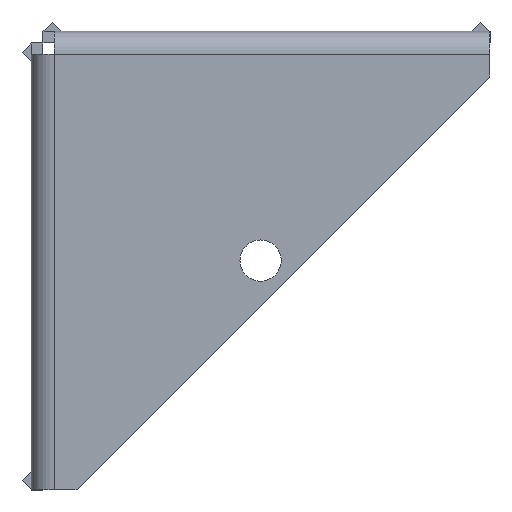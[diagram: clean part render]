
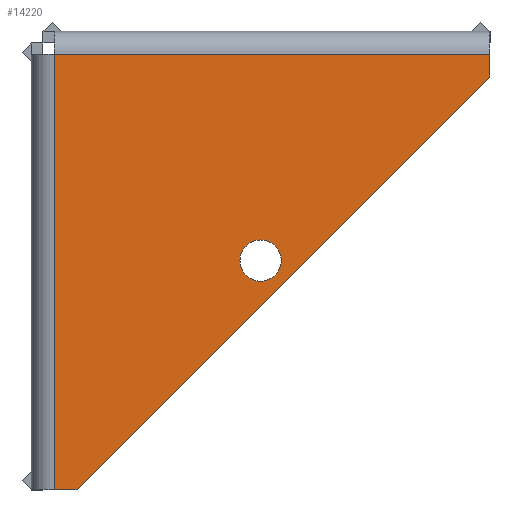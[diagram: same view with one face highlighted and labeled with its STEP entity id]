
A CAD part, front view. The second image highlights one B-rep face of the part: STEP entity #14220.
In plain terms, the highlighted face is planar.
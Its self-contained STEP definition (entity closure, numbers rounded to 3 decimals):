
#2030=CARTESIAN_POINT('',(5.06,94.94,-7.5));
#2040=VERTEX_POINT('',#2030);
#2070=CARTESIAN_POINT('',(0.,94.94,-7.5));
#2080=DIRECTION('',(1.,0.,0.));
#2090=VECTOR('',#2080,1.);
#2100=LINE('',#2070,#2090);
#2110=CARTESIAN_POINT('',(100.,94.94,-7.5));
#2120=VERTEX_POINT('',#2110);
#2130=EDGE_CURVE('',#2040,#2120,#2100,.T.);
#2950=CARTESIAN_POINT('',(100.,0.,-7.5));
#2960=DIRECTION('',(0.,-1.,0.));
#2970=VECTOR('',#2960,1.);
#2980=LINE('',#2950,#2970);
#2990=CARTESIAN_POINT('',(100.,90.,-7.5));
#3000=VERTEX_POINT('',#2990);
#3010=EDGE_CURVE('',#2120,#3000,#2980,.T.);
#3510=CARTESIAN_POINT('',(10.,0.,-7.5));
#3520=DIRECTION('',(0.707,0.707,0.));
#3530=VECTOR('',#3520,1.);
#3540=LINE('',#3510,#3530);
#3550=CARTESIAN_POINT('',(10.,0.,-7.5));
#3560=VERTEX_POINT('',#3550);
#3570=EDGE_CURVE('',#3560,#3000,#3540,.T.);
#8370=CARTESIAN_POINT('',(54.5,50.,-7.5));
#8380=VERTEX_POINT('',#8370);
#8460=CARTESIAN_POINT('',(45.5,50.,-7.5));
#8470=VERTEX_POINT('',#8460);
#8500=CARTESIAN_POINT('',(50.,50.,-7.5));
#8510=DIRECTION('',(0.,0.,1.));
#8520=DIRECTION('',(1.,0.,0.));
#8530=AXIS2_PLACEMENT_3D('',#8500,#8510,#8520);
#8540=CIRCLE('',#8530,4.5);
#8550=EDGE_CURVE('',#8470,#8380,#8540,.T.);
#12950=EDGE_CURVE('',#8380,#8470,#8540,.T.);
#13510=CARTESIAN_POINT('',(0.,0.,-7.5));
#13520=DIRECTION('',(-1.,0.,0.));
#13530=VECTOR('',#13520,1.);
#13540=LINE('',#13510,#13530);
#13550=CARTESIAN_POINT('',(5.06,0.,-7.5));
#13560=VERTEX_POINT('',#13550);
#13570=EDGE_CURVE('',#3560,#13560,#13540,.T.);
#14010=CARTESIAN_POINT('',(0.,94.94,-7.5));
#14020=DIRECTION('',(-0.,-0.,-1.));
#14030=DIRECTION('',(0.,-1.,0.));
#14040=AXIS2_PLACEMENT_3D('',#14010,#14020,#14030);
#14050=PLANE('',#14040);
#14060=ORIENTED_EDGE('',*,*,#12950,.T.);
#14070=ORIENTED_EDGE('',*,*,#8550,.T.);
#14080=EDGE_LOOP('',(#14070,#14060));
#14090=FACE_BOUND('',#14080,.T.);
#14100=ORIENTED_EDGE('',*,*,#13570,.T.);
#14110=ORIENTED_EDGE('',*,*,#3570,.F.);
#14120=ORIENTED_EDGE('',*,*,#3010,.T.);
#14130=ORIENTED_EDGE('',*,*,#2130,.T.);
#14140=CARTESIAN_POINT('',(5.06,0.,-7.5));
#14150=DIRECTION('',(0.,1.,0.));
#14160=VECTOR('',#14150,1.);
#14170=LINE('',#14140,#14160);
#14180=EDGE_CURVE('',#13560,#2040,#14170,.T.);
#14190=ORIENTED_EDGE('',*,*,#14180,.T.);
#14200=EDGE_LOOP('',(#14190,#14130,#14120,#14110,#14100));
#14210=FACE_OUTER_BOUND('',#14200,.T.);
#14220=ADVANCED_FACE('',(#14090,#14210),#14050,.T.);
